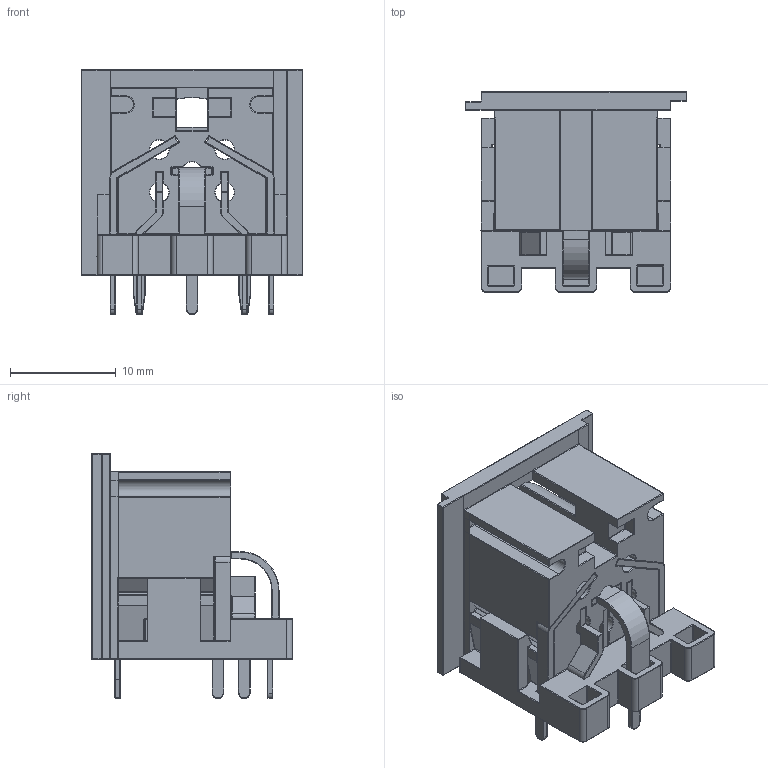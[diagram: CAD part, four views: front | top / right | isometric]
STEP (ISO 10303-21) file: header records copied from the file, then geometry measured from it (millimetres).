
FILE_DESCRIPTION(/* description */ (''),/* implementation_level */ '2;1');
FILE_NAME(/* name */ 'DIN-6-Connector.step',/* time_stamp */ '2022-03-04T19:46:06+01:00',/* author */ (''),/* organization */ (''),/* preprocessor_version */ 'ST-DEVELOPER v18.1',/* originating_system */ 'Autodesk Translation Framework v10.10.0.1391',/* authorisation */ '');
FILE_SCHEMA (('AUTOMOTIVE_DESIGN { 1 0 10303 214 3 1 1 }'));
Products named in the file (1): (Nicht gespeichert)
Bounding box: 21 x 19 x 23.2 mm (x, y, z)
Volume: 3343.4 mm3; surface area: 4591.1 mm2
Topology: 9 solids, 9 shells, 2168 faces, 5135 edges, 2953 vertices
Faces by surface type: cylinder 884, plane 584, torus 329, sphere 197, bspline 174
Full cylindrical faces by diameter (mm): 4 x1, 5 x1, 14 x1
Entity records: 67086 total; most frequent: CARTESIAN_POINT 14781, DIRECTION 11029, ORIENTED_EDGE 10244, EDGE_CURVE 5122, AXIS2_PLACEMENT_3D 4247, VERTEX_POINT 2953, LINE 2535, VECTOR 2535
